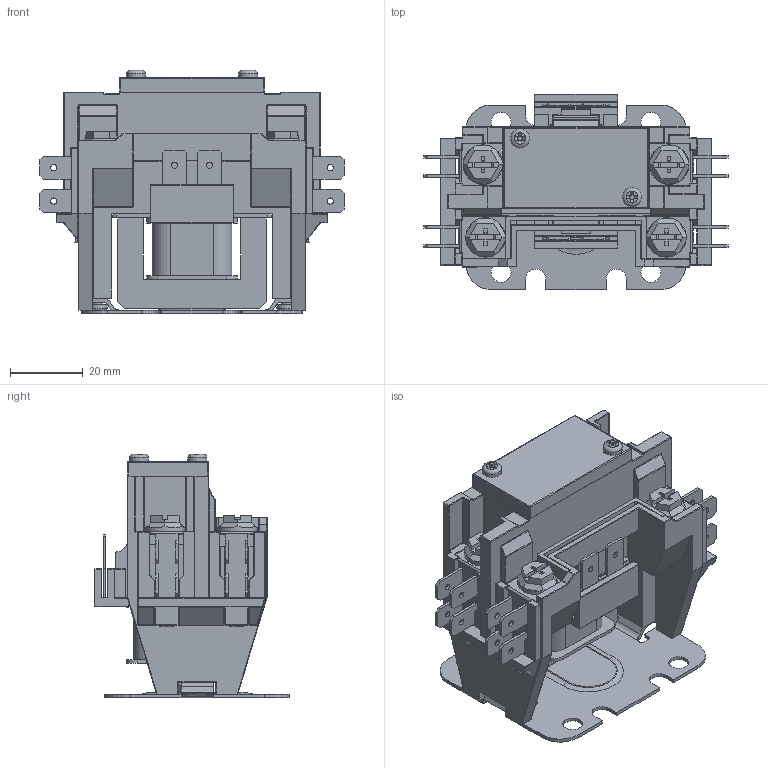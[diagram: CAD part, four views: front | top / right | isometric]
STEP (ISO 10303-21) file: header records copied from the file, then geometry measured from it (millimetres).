
FILE_DESCRIPTION(/* description */ ('Definite Purpose Contactor - 1 Pole, 30A, 120VAC','CAx-IF Rec.Pracs.---Representation and Presentation of Product Manufacturing Information (PMI)---4.0---2014-10-13'),/* implementation_level */ '2;1');
FILE_NAME(/* name */ '280-D30N1NXAD.stp',/* time_stamp */ '2020-04-08T13:54:53-04:00',/* author */ ('cbunnell'),/* organization */ (''),/* preprocessor_version */ 'ST-DEVELOPER v18',/* originating_system */ 'Autodesk Inventor 2020',/* authorisation */ '');
FILE_SCHEMA (('AP242_MANAGED_MODEL_BASED_3D_ENGINEERING_MIM_LF { 1 0 10303 442 1 1 4 }'));
Products named in the file (1): 12C20010X01
Bounding box: 83.75 x 53.65 x 67 mm (x, y, z)
Volume: 82731.8 mm3; surface area: 43119.7 mm2
Topology: 3 solids, 3 shells, 1745 faces, 5415 edges, 4454 vertices
Faces by surface type: plane 870, cylinder 577, torus 120, sphere 108, bspline 66, cone 4
Full cylindrical faces by diameter (mm): 1.7 x20, 3 x2, 3.2 x2, 3.5 x2, 5.25 x4, 5.5 x4, 10.9 x4
Entity records: 59900 total; most frequent: CARTESIAN_POINT 12744, DIRECTION 9332, ORIENTED_EDGE 9052, EDGE_CURVE 4526, AXIS2_PLACEMENT_3D 3194, LINE 2944, VECTOR 2944, VERTEX_POINT 2755
